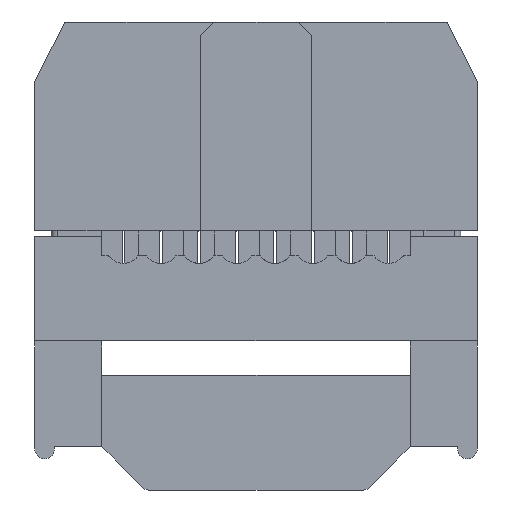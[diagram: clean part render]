
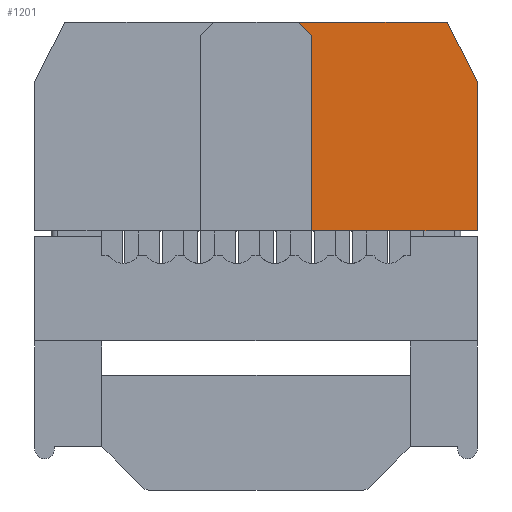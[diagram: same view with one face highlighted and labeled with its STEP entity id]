
A CAD part, front view. The second image highlights one B-rep face of the part: STEP entity #1201.
In plain terms, the highlighted planar face has unit normal (0, -1, 0).
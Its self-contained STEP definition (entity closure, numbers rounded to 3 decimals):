
#1201 = ADVANCED_FACE( '', ( #2474 ), #2475, .F. );
#2474 = FACE_OUTER_BOUND( '', #4037, .T. );
#2475 = PLANE( '', #4038 );
#4037 = EDGE_LOOP( '', ( #7526, #7527, #7528, #7529, #7530, #7531 ) );
#4038 = AXIS2_PLACEMENT_3D( '', #7532, #7533, #7534 );
#7526 = ORIENTED_EDGE( '', *, *, #9540, .F. );
#7527 = ORIENTED_EDGE( '', *, *, #10435, .T. );
#7528 = ORIENTED_EDGE( '', *, *, #10430, .F. );
#7529 = ORIENTED_EDGE( '', *, *, #9611, .T. );
#7530 = ORIENTED_EDGE( '', *, *, #9327, .F. );
#7531 = ORIENTED_EDGE( '', *, *, #10463, .T. );
#7532 = CARTESIAN_POINT( '', ( -7.42, -3., 7. ) );
#7533 = DIRECTION( '', ( 0., 1., 0. ) );
#7534 = DIRECTION( '', ( -1., 0., 0. ) );
#9327 = EDGE_CURVE( '', #11188, #11189, #11190, .T. );
#9540 = EDGE_CURVE( '', #11549, #11551, #11552, .T. );
#9611 = EDGE_CURVE( '', #11669, #11189, #11670, .T. );
#10430 = EDGE_CURVE( '', #11669, #12851, #12852, .T. );
#10435 = EDGE_CURVE( '', #11549, #12851, #12858, .T. );
#10463 = EDGE_CURVE( '', #11188, #11551, #12894, .T. );
#11188 = VERTEX_POINT( '', #13842 );
#11189 = VERTEX_POINT( '', #13843 );
#11190 = LINE( '', #13844, #13845 );
#11549 = VERTEX_POINT( '', #14386 );
#11551 = VERTEX_POINT( '', #14389 );
#11552 = LINE( '', #14390, #14391 );
#11669 = VERTEX_POINT( '', #14564 );
#11670 = LINE( '', #14565, #14566 );
#12851 = VERTEX_POINT( '', #16552 );
#12852 = LINE( '', #16553, #16554 );
#12858 = LINE( '', #16563, #16564 );
#12894 = LINE( '', #16613, #16614 );
#13842 = CARTESIAN_POINT( '', ( 1.865, -3., 0. ) );
#13843 = CARTESIAN_POINT( '', ( 1.865, -3., 6.56 ) );
#13844 = CARTESIAN_POINT( '', ( 1.865, -3., 0. ) );
#13845 = VECTOR( '', #17356, 1000. );
#14386 = CARTESIAN_POINT( '', ( 7.42, -3., 5. ) );
#14389 = CARTESIAN_POINT( '', ( 7.42, -3., 0. ) );
#14390 = CARTESIAN_POINT( '', ( 7.42, -3., 7. ) );
#14391 = VECTOR( '', #17592, 1000. );
#14564 = CARTESIAN_POINT( '', ( 1.425, -3., 7. ) );
#14565 = CARTESIAN_POINT( '', ( -2.998, -3., 11.423 ) );
#14566 = VECTOR( '', #17652, 1000. );
#16552 = CARTESIAN_POINT( '', ( 6.42, -3., 7. ) );
#16553 = CARTESIAN_POINT( '', ( -7.42, -3., 7. ) );
#16554 = VECTOR( '', #18375, 1000. );
#16563 = CARTESIAN_POINT( '', ( 3.652, -3., 12.536 ) );
#16564 = VECTOR( '', #18379, 1000. );
#16613 = CARTESIAN_POINT( '', ( -7.42, -3., 0. ) );
#16614 = VECTOR( '', #18405, 1000. );
#17356 = DIRECTION( '', ( 0., 0., 1. ) );
#17592 = DIRECTION( '', ( 0., 0., -1. ) );
#17652 = DIRECTION( '', ( 0.707, 0., -0.707 ) );
#18375 = DIRECTION( '', ( 1., 0., 0. ) );
#18379 = DIRECTION( '', ( -0.447, 0., 0.894 ) );
#18405 = DIRECTION( '', ( 1., 0., 0. ) );
